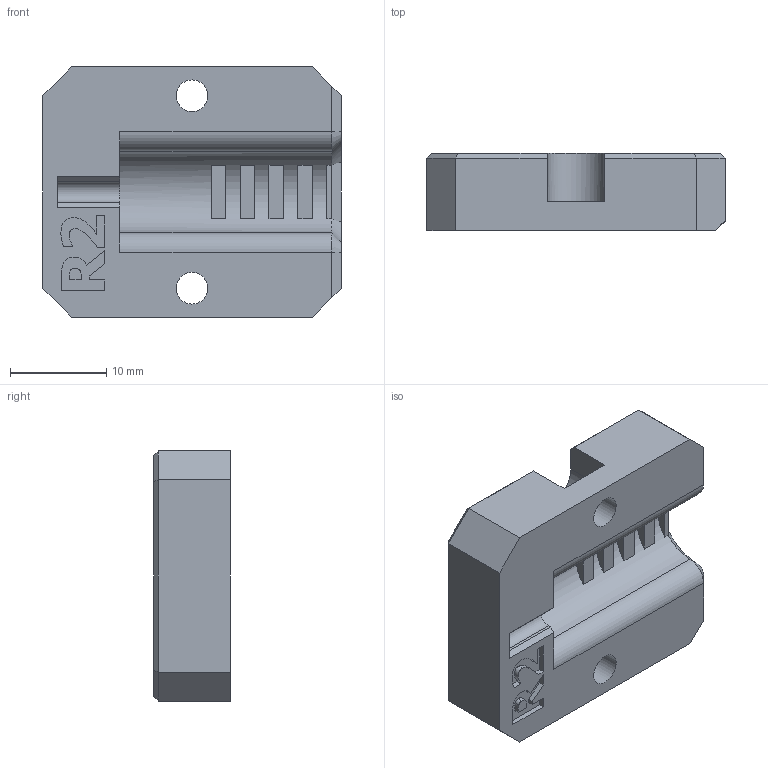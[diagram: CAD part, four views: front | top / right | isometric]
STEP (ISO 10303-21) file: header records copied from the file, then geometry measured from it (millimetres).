
FILE_DESCRIPTION(/* description */ (''),/* implementation_level */ '2;1');
FILE_NAME(/* name */ 'heatbed-cable-holder-R2.stp',/* time_stamp */ '2023-07-10T12:55:39+02:00',/* author */ ('Eliáš Knor'),/* organization */ (''),/* preprocessor_version */ 'ST-DEVELOPER v19',/* originating_system */ 'Autodesk Inventor 2023',/* authorisation */ '');
FILE_SCHEMA (('AUTOMOTIVE_DESIGN { 1 0 10303 214 3 1 1 }'));
Length unit declared in the file: millimetre
Products named in the file (1): heatbed_cable_holder
Bounding box: 31 x 8 x 26 mm (x, y, z)
Volume: 4802.4 mm3; surface area: 2781.4 mm2
Topology: 1 solids, 1 shells, 130 faces, 333 edges, 210 vertices
Faces by surface type: plane 101, bspline 16, cylinder 8, cone 5
Full cylindrical faces by diameter (mm): 3.3 x2
Entity records: 4008 total; most frequent: CARTESIAN_POINT 888, ORIENTED_EDGE 666, DIRECTION 570, EDGE_CURVE 333, LINE 258, VECTOR 258, VERTEX_POINT 210, AXIS2_PLACEMENT_3D 156
